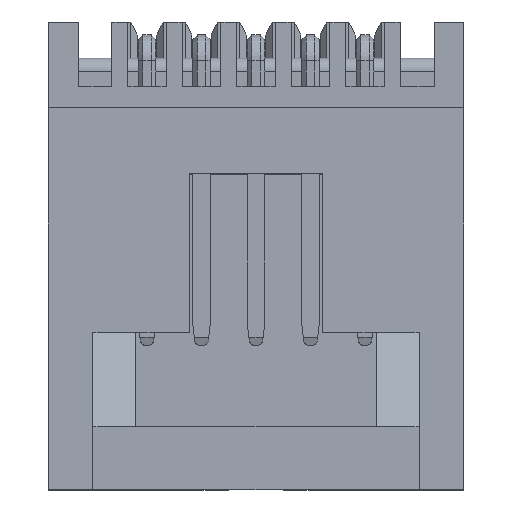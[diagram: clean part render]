
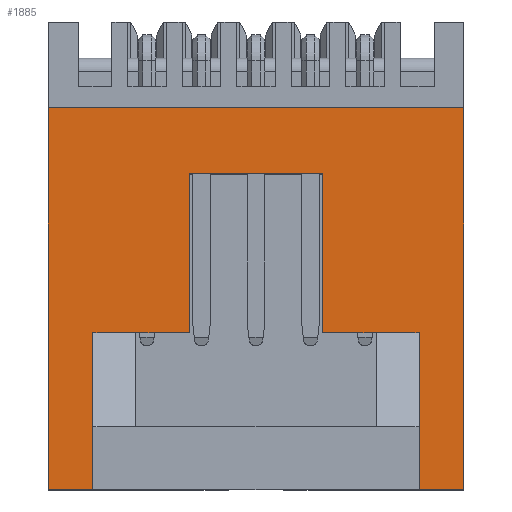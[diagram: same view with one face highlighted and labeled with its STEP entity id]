
A CAD part, top view. The second image highlights one B-rep face of the part: STEP entity #1885.
In plain terms, the highlighted planar face has unit normal (0, 0, 1).
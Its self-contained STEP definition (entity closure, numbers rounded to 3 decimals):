
#45=CARTESIAN_POINT('',(-4.84,-9.9,2.4));
#46=VERTEX_POINT('',#45);
#53=CARTESIAN_POINT('',(-4.84,-1.,2.4));
#54=VERTEX_POINT('',#53);
#55=CARTESIAN_POINT('',(-4.84,-9.9,2.4));
#56=DIRECTION('',(0.,1.,0.));
#57=VECTOR('',#56,8.9);
#58=LINE('',#55,#57);
#59=EDGE_CURVE('',#46,#54,#58,.T.);
#1378=CARTESIAN_POINT('',(-1.55,-2.54,2.4));
#1379=VERTEX_POINT('',#1378);
#1453=CARTESIAN_POINT('',(1.55,-2.54,2.4));
#1454=VERTEX_POINT('',#1453);
#1461=CARTESIAN_POINT('',(1.55,-2.54,2.4));
#1462=DIRECTION('',(-1.,0.,0.));
#1463=VECTOR('',#1462,3.1);
#1464=LINE('',#1461,#1463);
#1465=EDGE_CURVE('',#1454,#1379,#1464,.T.);
#1693=CARTESIAN_POINT('',(4.84,-9.9,2.4));
#1694=VERTEX_POINT('',#1693);
#1701=CARTESIAN_POINT('',(3.8,-9.9,2.4));
#1702=VERTEX_POINT('',#1701);
#1703=CARTESIAN_POINT('',(4.84,-9.9,2.4));
#1704=DIRECTION('',(-1.,0.,0.));
#1705=VECTOR('',#1704,1.04);
#1706=LINE('',#1703,#1705);
#1707=EDGE_CURVE('',#1694,#1702,#1706,.T.);
#1725=CARTESIAN_POINT('',(-3.8,-9.9,2.4));
#1726=VERTEX_POINT('',#1725);
#1733=CARTESIAN_POINT('',(-3.8,-9.9,2.4));
#1734=DIRECTION('',(-1.,0.,0.));
#1735=VECTOR('',#1734,1.04);
#1736=LINE('',#1733,#1735);
#1737=EDGE_CURVE('',#1726,#46,#1736,.T.);
#1757=CARTESIAN_POINT('',(-3.8,-6.24,2.4));
#1758=VERTEX_POINT('',#1757);
#1759=CARTESIAN_POINT('',(-3.8,-6.24,2.4));
#1760=DIRECTION('',(0.,-1.,0.));
#1761=VECTOR('',#1760,3.66);
#1762=LINE('',#1759,#1761);
#1763=EDGE_CURVE('',#1758,#1726,#1762,.T.);
#1788=CARTESIAN_POINT('',(-2.8,-6.24,2.4));
#1789=VERTEX_POINT('',#1788);
#1790=CARTESIAN_POINT('',(-2.8,-6.24,2.4));
#1791=DIRECTION('',(-1.,0.,0.));
#1792=VECTOR('',#1791,1.);
#1793=LINE('',#1790,#1792);
#1794=EDGE_CURVE('',#1789,#1758,#1793,.T.);
#1814=CARTESIAN_POINT('',(0.,-5.451,2.4));
#1815=DIRECTION('',(-1.,0.,0.));
#1816=DIRECTION('',(0.,0.,1.));
#1817=AXIS2_PLACEMENT_3D('',#1814,#1816,#1815);
#1818=PLANE('',#1817);
#1819=CARTESIAN_POINT('',(-1.55,-6.24,2.4));
#1820=VERTEX_POINT('',#1819);
#1821=CARTESIAN_POINT('',(-1.55,-6.24,2.4));
#1822=DIRECTION('',(0.,1.,0.));
#1823=VECTOR('',#1822,3.7);
#1824=LINE('',#1821,#1823);
#1825=EDGE_CURVE('',#1820,#1379,#1824,.T.);
#1826=ORIENTED_EDGE('',*,*,#1825,.T.);
#1827=ORIENTED_EDGE('',*,*,#1465,.F.);
#1828=CARTESIAN_POINT('',(1.55,-6.24,2.4));
#1829=VERTEX_POINT('',#1828);
#1830=CARTESIAN_POINT('',(1.55,-2.54,2.4));
#1831=DIRECTION('',(0.,-1.,0.));
#1832=VECTOR('',#1831,3.7);
#1833=LINE('',#1830,#1832);
#1834=EDGE_CURVE('',#1454,#1829,#1833,.T.);
#1835=ORIENTED_EDGE('',*,*,#1834,.T.);
#1836=CARTESIAN_POINT('',(2.8,-6.24,2.4));
#1837=VERTEX_POINT('',#1836);
#1838=CARTESIAN_POINT('',(1.55,-6.24,2.4));
#1839=DIRECTION('',(1.,0.,0.));
#1840=VECTOR('',#1839,1.25);
#1841=LINE('',#1838,#1840);
#1842=EDGE_CURVE('',#1829,#1837,#1841,.T.);
#1843=ORIENTED_EDGE('',*,*,#1842,.T.);
#1844=CARTESIAN_POINT('',(3.8,-6.24,2.4));
#1845=VERTEX_POINT('',#1844);
#1846=CARTESIAN_POINT('',(2.8,-6.24,2.4));
#1847=DIRECTION('',(1.,0.,0.));
#1848=VECTOR('',#1847,1.);
#1849=LINE('',#1846,#1848);
#1850=EDGE_CURVE('',#1837,#1845,#1849,.T.);
#1851=ORIENTED_EDGE('',*,*,#1850,.T.);
#1852=CARTESIAN_POINT('',(3.8,-6.24,2.4));
#1853=DIRECTION('',(0.,-1.,0.));
#1854=VECTOR('',#1853,3.66);
#1855=LINE('',#1852,#1854);
#1856=EDGE_CURVE('',#1845,#1702,#1855,.T.);
#1857=ORIENTED_EDGE('',*,*,#1856,.T.);
#1858=ORIENTED_EDGE('',*,*,#1707,.F.);
#1859=CARTESIAN_POINT('',(4.84,-1.,2.4));
#1860=VERTEX_POINT('',#1859);
#1861=CARTESIAN_POINT('',(4.84,-9.9,2.4));
#1862=DIRECTION('',(0.,1.,0.));
#1863=VECTOR('',#1862,8.9);
#1864=LINE('',#1861,#1863);
#1865=EDGE_CURVE('',#1694,#1860,#1864,.T.);
#1866=ORIENTED_EDGE('',*,*,#1865,.T.);
#1867=CARTESIAN_POINT('',(4.84,-1.,2.4));
#1868=DIRECTION('',(-1.,0.,0.));
#1869=VECTOR('',#1868,9.68);
#1870=LINE('',#1867,#1869);
#1871=EDGE_CURVE('',#1860,#54,#1870,.T.);
#1872=ORIENTED_EDGE('',*,*,#1871,.T.);
#1873=ORIENTED_EDGE('',*,*,#59,.F.);
#1874=ORIENTED_EDGE('',*,*,#1737,.F.);
#1875=ORIENTED_EDGE('',*,*,#1763,.F.);
#1876=ORIENTED_EDGE('',*,*,#1794,.F.);
#1877=CARTESIAN_POINT('',(-2.8,-6.24,2.4));
#1878=DIRECTION('',(1.,0.,0.));
#1879=VECTOR('',#1878,1.25);
#1880=LINE('',#1877,#1879);
#1881=EDGE_CURVE('',#1789,#1820,#1880,.T.);
#1882=ORIENTED_EDGE('',*,*,#1881,.T.);
#1883=EDGE_LOOP('',(#1826,#1827,#1835,#1843,#1851,#1857,#1858,#1866,#1872,#1873,#1874,#1875,#1876,#1882));
#1884=FACE_OUTER_BOUND('',#1883,.T.);
#1885=ADVANCED_FACE('',(#1884),#1818,.T.);
